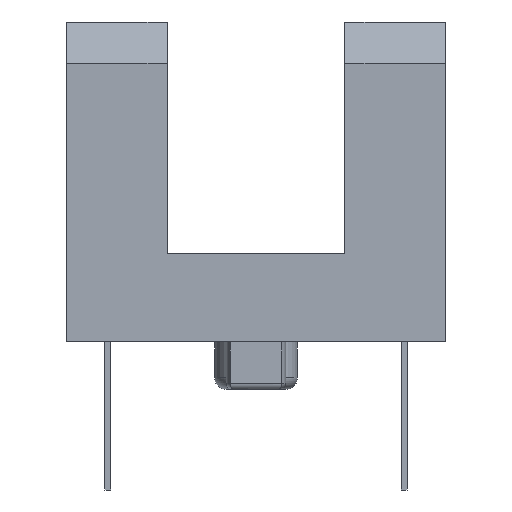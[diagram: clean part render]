
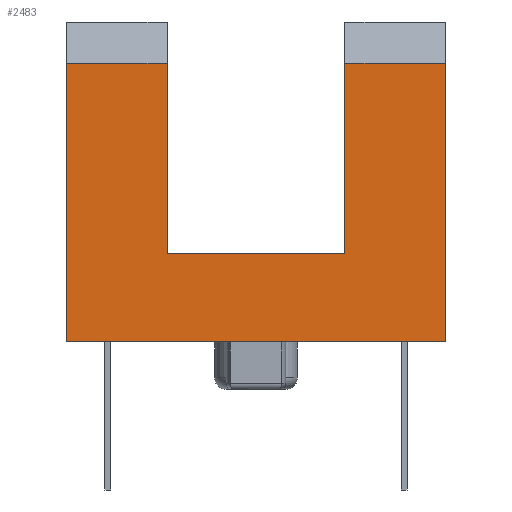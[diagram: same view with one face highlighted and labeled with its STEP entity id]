
A CAD part, front view. The second image highlights one B-rep face of the part: STEP entity #2483.
In plain terms, the highlighted planar face has unit normal (0, -1, 0).
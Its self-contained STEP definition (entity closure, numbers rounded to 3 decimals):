
#5 = VECTOR ( 'NONE', #1988, 1000. ) ;
#13 = EDGE_CURVE ( 'NONE', #1468, #1614, #3042, .T. ) ;
#85 = VECTOR ( 'NONE', #2877, 1000. ) ;
#148 = EDGE_CURVE ( 'NONE', #1014, #1035, #1611, .T. ) ;
#176 = ORIENTED_EDGE ( 'NONE', *, *, #194, .F. ) ;
#194 = EDGE_CURVE ( 'NONE', #1468, #1014, #2668, .T. ) ;
#250 = CARTESIAN_POINT ( 'NONE',  ( -3.2, -2.1, 0. ) ) ;
#259 = ORIENTED_EDGE ( 'NONE', *, *, #480, .F. ) ;
#261 = CARTESIAN_POINT ( 'NONE',  ( 1.5, -2.1, 1.5 ) ) ;
#281 = VECTOR ( 'NONE', #813, 1000. ) ;
#283 = LINE ( 'NONE', #479, #3118 ) ;
#416 = EDGE_CURVE ( 'NONE', #1423, #2578, #283, .T. ) ;
#479 = CARTESIAN_POINT ( 'NONE',  ( 0., -2.1, 4.7 ) ) ;
#480 = EDGE_CURVE ( 'NONE', #1501, #3101, #2160, .T. ) ;
#517 = CARTESIAN_POINT ( 'NONE',  ( 3.2, -2.1, 4.7 ) ) ;
#598 = DIRECTION ( 'NONE',  ( 0., 0., -1. ) ) ;
#625 = CARTESIAN_POINT ( 'NONE',  ( -3.2, -2.1, 4.7 ) ) ;
#799 = EDGE_CURVE ( 'NONE', #1035, #2578, #2488, .T. ) ;
#812 = LINE ( 'NONE', #1919, #970 ) ;
#813 = DIRECTION ( 'NONE',  ( 0., 0., 1. ) ) ;
#830 = CARTESIAN_POINT ( 'NONE',  ( 1.5, -2.1, 1.5 ) ) ;
#959 = ORIENTED_EDGE ( 'NONE', *, *, #13, .T. ) ;
#970 = VECTOR ( 'NONE', #2863, 1000. ) ;
#993 = ORIENTED_EDGE ( 'NONE', *, *, #416, .T. ) ;
#1014 = VERTEX_POINT ( 'NONE', #1028 ) ;
#1028 = CARTESIAN_POINT ( 'NONE',  ( 3.2, -2.1, 0. ) ) ;
#1035 = VERTEX_POINT ( 'NONE', #250 ) ;
#1058 = DIRECTION ( 'NONE',  ( 0., -1., 0. ) ) ;
#1059 = LINE ( 'NONE', #1081, #281 ) ;
#1081 = CARTESIAN_POINT ( 'NONE',  ( 1.5, -2.1, 5.4 ) ) ;
#1268 = DIRECTION ( 'NONE',  ( -1., 0., 0. ) ) ;
#1333 = VECTOR ( 'NONE', #3113, 1000. ) ;
#1354 = PLANE ( 'NONE',  #1671 ) ;
#1423 = VERTEX_POINT ( 'NONE', #1984 ) ;
#1468 = VERTEX_POINT ( 'NONE', #517 ) ;
#1501 = VERTEX_POINT ( 'NONE', #3252 ) ;
#1606 = EDGE_CURVE ( 'NONE', #1423, #1501, #812, .T. ) ;
#1611 = LINE ( 'NONE', #2641, #85 ) ;
#1614 = VERTEX_POINT ( 'NONE', #3175 ) ;
#1671 = AXIS2_PLACEMENT_3D ( 'NONE', #3123, #1058, #598 ) ;
#1703 = CARTESIAN_POINT ( 'NONE',  ( -3.2, -2.1, 0. ) ) ;
#1919 = CARTESIAN_POINT ( 'NONE',  ( -1.5, -2.1, 1.5 ) ) ;
#1984 = CARTESIAN_POINT ( 'NONE',  ( -1.5, -2.1, 4.7 ) ) ;
#1988 = DIRECTION ( 'NONE',  ( 0., 0., -1. ) ) ;
#2071 = EDGE_LOOP ( 'NONE', ( #2803, #993, #2885, #2499, #176, #959, #2406, #259 ) ) ;
#2160 = LINE ( 'NONE', #830, #1333 ) ;
#2327 = VECTOR ( 'NONE', #1268, 1000. ) ;
#2387 = CARTESIAN_POINT ( 'NONE',  ( 3.2, -2.1, 0. ) ) ;
#2406 = ORIENTED_EDGE ( 'NONE', *, *, #2520, .F. ) ;
#2434 = FACE_OUTER_BOUND ( 'NONE', #2071, .T. ) ;
#2464 = DIRECTION ( 'NONE',  ( 0., 0., 1. ) ) ;
#2483 = ADVANCED_FACE ( 'NONE', ( #2434 ), #1354, .T. ) ;
#2488 = LINE ( 'NONE', #1703, #3122 ) ;
#2499 = ORIENTED_EDGE ( 'NONE', *, *, #148, .F. ) ;
#2520 = EDGE_CURVE ( 'NONE', #3101, #1614, #1059, .T. ) ;
#2553 = CARTESIAN_POINT ( 'NONE',  ( 0., -2.1, 4.7 ) ) ;
#2578 = VERTEX_POINT ( 'NONE', #625 ) ;
#2641 = CARTESIAN_POINT ( 'NONE',  ( 3.2, -2.1, 0. ) ) ;
#2668 = LINE ( 'NONE', #2387, #5 ) ;
#2779 = DIRECTION ( 'NONE',  ( -1., 0., 0. ) ) ;
#2803 = ORIENTED_EDGE ( 'NONE', *, *, #1606, .F. ) ;
#2863 = DIRECTION ( 'NONE',  ( 0., 0., -1. ) ) ;
#2877 = DIRECTION ( 'NONE',  ( -1., 0., 0. ) ) ;
#2885 = ORIENTED_EDGE ( 'NONE', *, *, #799, .F. ) ;
#3042 = LINE ( 'NONE', #2553, #2327 ) ;
#3101 = VERTEX_POINT ( 'NONE', #261 ) ;
#3113 = DIRECTION ( 'NONE',  ( 1., 0., 0. ) ) ;
#3118 = VECTOR ( 'NONE', #2779, 1000. ) ;
#3122 = VECTOR ( 'NONE', #2464, 1000. ) ;
#3123 = CARTESIAN_POINT ( 'NONE',  ( 0., -2.1, 0. ) ) ;
#3175 = CARTESIAN_POINT ( 'NONE',  ( 1.5, -2.1, 4.7 ) ) ;
#3252 = CARTESIAN_POINT ( 'NONE',  ( -1.5, -2.1, 1.5 ) ) ;
